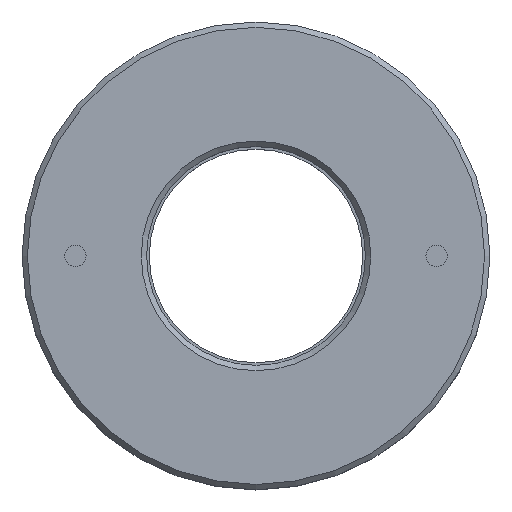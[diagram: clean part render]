
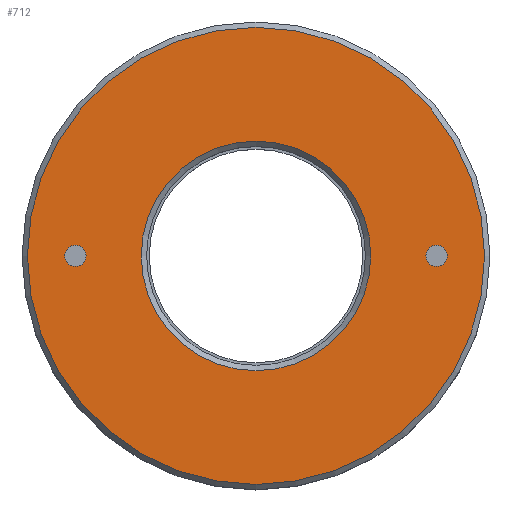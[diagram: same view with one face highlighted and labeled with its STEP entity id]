
A CAD part, top view. The second image highlights one B-rep face of the part: STEP entity #712.
In plain terms, the highlighted planar face has unit normal (0, 0, 1).
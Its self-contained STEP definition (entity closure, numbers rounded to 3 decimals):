
#45 = ORIENTED_EDGE ( 'NONE', *, *, #293, .T. ) ;
#52 = DIRECTION ( 'NONE',  ( 1., 0., 0. ) ) ;
#58 = DIRECTION ( 'NONE',  ( 1., 0., 0. ) ) ;
#110 = DIRECTION ( 'NONE',  ( 1., 0., 0. ) ) ;
#128 = FACE_OUTER_BOUND ( 'NONE', #881, .T. ) ;
#143 = CARTESIAN_POINT ( 'NONE',  ( 0., 12.845, 7. ) ) ;
#164 = VERTEX_POINT ( 'NONE', #665 ) ;
#171 = ORIENTED_EDGE ( 'NONE', *, *, #516, .T. ) ;
#194 = FACE_BOUND ( 'NONE', #259, .T. ) ;
#210 = AXIS2_PLACEMENT_3D ( 'NONE', #823, #276, #818 ) ;
#259 = EDGE_LOOP ( 'NONE', ( #378 ) ) ;
#276 = DIRECTION ( 'NONE',  ( 0., 0., -1. ) ) ;
#290 = CIRCLE ( 'NONE', #210, 6.45 ) ;
#293 = EDGE_CURVE ( 'NONE', #592, #592, #290, .T. ) ;
#306 = EDGE_CURVE ( 'NONE', #164, #164, #793, .T. ) ;
#311 = CIRCLE ( 'NONE', #385, 12.845 ) ;
#316 = EDGE_LOOP ( 'NONE', ( #45 ) ) ;
#324 = ORIENTED_EDGE ( 'NONE', *, *, #678, .T. ) ;
#347 = VERTEX_POINT ( 'NONE', #143 ) ;
#378 = ORIENTED_EDGE ( 'NONE', *, *, #306, .T. ) ;
#385 = AXIS2_PLACEMENT_3D ( 'NONE', #559, #628, #563 ) ;
#390 = VERTEX_POINT ( 'NONE', #670 ) ;
#397 = DIRECTION ( 'NONE',  ( 0., 0., -1. ) ) ;
#413 = PLANE ( 'NONE',  #662 ) ;
#427 = AXIS2_PLACEMENT_3D ( 'NONE', #462, #527, #110 ) ;
#462 = CARTESIAN_POINT ( 'NONE',  ( -10.15, 0., 7. ) ) ;
#516 = EDGE_CURVE ( 'NONE', #390, #390, #544, .T. ) ;
#527 = DIRECTION ( 'NONE',  ( 0., 0., -1. ) ) ;
#544 = CIRCLE ( 'NONE', #427, 0.6 ) ;
#553 = CARTESIAN_POINT ( 'NONE',  ( 10.15, 0., 7. ) ) ;
#559 = CARTESIAN_POINT ( 'NONE',  ( 0., 0., 7. ) ) ;
#563 = DIRECTION ( 'NONE',  ( 0., 1., 0. ) ) ;
#592 = VERTEX_POINT ( 'NONE', #596 ) ;
#594 = EDGE_LOOP ( 'NONE', ( #171 ) ) ;
#596 = CARTESIAN_POINT ( 'NONE',  ( 6.45, 0., 7. ) ) ;
#619 = FACE_BOUND ( 'NONE', #594, .T. ) ;
#628 = DIRECTION ( 'NONE',  ( 0., 0., 1. ) ) ;
#640 = AXIS2_PLACEMENT_3D ( 'NONE', #553, #397, #52 ) ;
#662 = AXIS2_PLACEMENT_3D ( 'NONE', #750, #684, #58 ) ;
#665 = CARTESIAN_POINT ( 'NONE',  ( 10.75, 0., 7. ) ) ;
#670 = CARTESIAN_POINT ( 'NONE',  ( -9.55, 0., 7. ) ) ;
#678 = EDGE_CURVE ( 'NONE', #347, #347, #311, .T. ) ;
#684 = DIRECTION ( 'NONE',  ( 0., 0., 1. ) ) ;
#712 = ADVANCED_FACE ( 'NONE', ( #128, #898, #194, #619 ), #413, .T. ) ;
#750 = CARTESIAN_POINT ( 'NONE',  ( 0., 0., 7. ) ) ;
#793 = CIRCLE ( 'NONE', #640, 0.6 ) ;
#818 = DIRECTION ( 'NONE',  ( 1., 0., 0. ) ) ;
#823 = CARTESIAN_POINT ( 'NONE',  ( 0., 0., 7. ) ) ;
#881 = EDGE_LOOP ( 'NONE', ( #324 ) ) ;
#898 = FACE_BOUND ( 'NONE', #316, .T. ) ;
